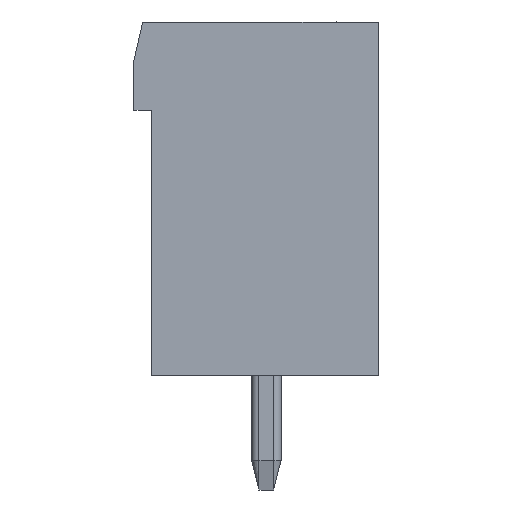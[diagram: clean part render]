
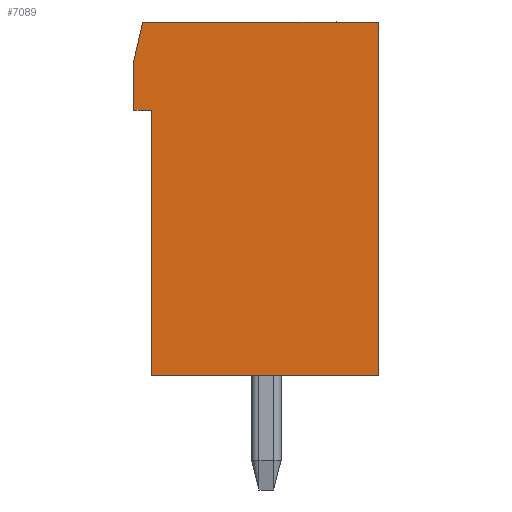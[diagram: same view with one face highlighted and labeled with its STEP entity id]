
A CAD part, left-side view. The second image highlights one B-rep face of the part: STEP entity #7089.
In plain terms, the highlighted planar face has unit normal (-1, 0, 0).
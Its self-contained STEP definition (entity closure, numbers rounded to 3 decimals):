
#7052=AXIS2_PLACEMENT_3D('Plane Axis2P3D',#7049,#7050,#7051) ;
#5742=CARTESIAN_POINT('Vertex',(0.,8.,15.9)) ;
#5745=CARTESIAN_POINT('Line Origine',(0.,4.,15.9)) ;
#5749=CARTESIAN_POINT('Vertex',(0.,0.,15.9)) ;
#6726=CARTESIAN_POINT('Vertex',(0.,8.3,12.9)) ;
#6729=CARTESIAN_POINT('Line Origine',(0.,8.3,13.75)) ;
#6733=CARTESIAN_POINT('Vertex',(0.,8.3,14.6)) ;
#7036=CARTESIAN_POINT('Line Origine',(0.,8.15,15.25)) ;
#7049=CARTESIAN_POINT('Axis2P3D Location',(0.,3.85,3.9)) ;
#7054=CARTESIAN_POINT('Line Origine',(0.,8.,12.9)) ;
#7058=CARTESIAN_POINT('Vertex',(0.,7.7,12.9)) ;
#7061=CARTESIAN_POINT('Line Origine',(0.,7.7,8.4)) ;
#7065=CARTESIAN_POINT('Vertex',(0.,7.7,3.9)) ;
#7068=CARTESIAN_POINT('Line Origine',(0.,3.85,3.9)) ;
#7072=CARTESIAN_POINT('Vertex',(0.,0.,3.9)) ;
#7075=CARTESIAN_POINT('Line Origine',(0.,0.,9.9)) ;
#5746=DIRECTION('Vector Direction',(0.,-1.,0.)) ;
#6730=DIRECTION('Vector Direction',(0.,0.,1.)) ;
#7037=DIRECTION('Vector Direction',(0.,0.225,-0.974)) ;
#7050=DIRECTION('Axis2P3D Direction',(-1.,0.,0.)) ;
#7051=DIRECTION('Axis2P3D XDirection',(0.,0.,-1.)) ;
#7055=DIRECTION('Vector Direction',(0.,1.,0.)) ;
#7062=DIRECTION('Vector Direction',(0.,0.,-1.)) ;
#7069=DIRECTION('Vector Direction',(0.,1.,0.)) ;
#7076=DIRECTION('Vector Direction',(0.,0.,-1.)) ;
#5747=VECTOR('Line Direction',#5746,1.) ;
#6731=VECTOR('Line Direction',#6730,1.) ;
#7038=VECTOR('Line Direction',#7037,1.) ;
#7056=VECTOR('Line Direction',#7055,1.) ;
#7063=VECTOR('Line Direction',#7062,1.) ;
#7070=VECTOR('Line Direction',#7069,1.) ;
#7077=VECTOR('Line Direction',#7076,1.) ;
#7081=ORIENTED_EDGE('',*,*,#7040,.T.) ;
#7082=ORIENTED_EDGE('',*,*,#6735,.F.) ;
#7083=ORIENTED_EDGE('',*,*,#7060,.F.) ;
#7084=ORIENTED_EDGE('',*,*,#7067,.T.) ;
#7085=ORIENTED_EDGE('',*,*,#7074,.F.) ;
#7086=ORIENTED_EDGE('',*,*,#7079,.F.) ;
#7087=ORIENTED_EDGE('',*,*,#5751,.F.) ;
#7089=ADVANCED_FACE('body',(#7088),#7053,.T.) ;
#5751=EDGE_CURVE('',#5743,#5750,#5748,.T.) ;
#6735=EDGE_CURVE('',#6727,#6734,#6732,.T.) ;
#7040=EDGE_CURVE('',#5743,#6734,#7039,.T.) ;
#7060=EDGE_CURVE('',#7059,#6727,#7057,.T.) ;
#7067=EDGE_CURVE('',#7059,#7066,#7064,.T.) ;
#7074=EDGE_CURVE('',#7073,#7066,#7071,.T.) ;
#7079=EDGE_CURVE('',#5750,#7073,#7078,.T.) ;
#7080=EDGE_LOOP('',(#7081,#7082,#7083,#7084,#7085,#7086,#7087)) ;
#7088=FACE_OUTER_BOUND('',#7080,.T.) ;
#5748=LINE('Line',#5745,#5747) ;
#6732=LINE('Line',#6729,#6731) ;
#7039=LINE('Line',#7036,#7038) ;
#7057=LINE('Line',#7054,#7056) ;
#7064=LINE('Line',#7061,#7063) ;
#7071=LINE('Line',#7068,#7070) ;
#7078=LINE('Line',#7075,#7077) ;
#7053=PLANE('',#7052) ;
#5743=VERTEX_POINT('',#5742) ;
#5750=VERTEX_POINT('',#5749) ;
#6727=VERTEX_POINT('',#6726) ;
#6734=VERTEX_POINT('',#6733) ;
#7059=VERTEX_POINT('',#7058) ;
#7066=VERTEX_POINT('',#7065) ;
#7073=VERTEX_POINT('',#7072) ;
